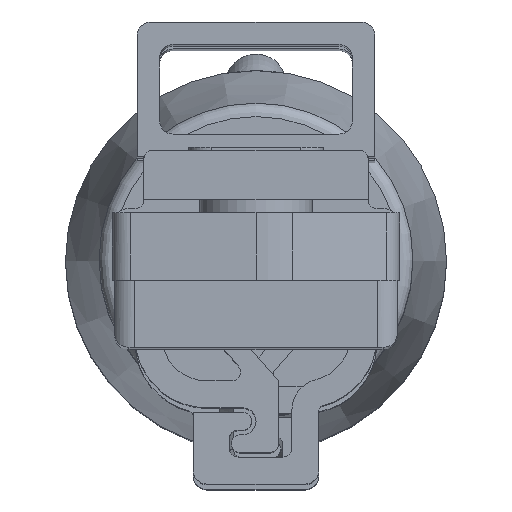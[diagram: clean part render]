
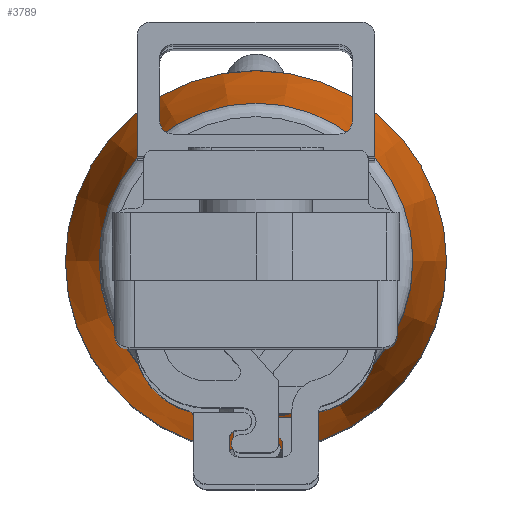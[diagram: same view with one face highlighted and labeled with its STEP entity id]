
A CAD part, top view. The second image highlights one B-rep face of the part: STEP entity #3789.
In plain terms, the highlighted conical face has half-angle 7.907 degrees and reference radius 3.5 mm.
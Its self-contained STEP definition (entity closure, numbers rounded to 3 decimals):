
#18=CONICAL_SURFACE('',#4108,3.5,0.138);
#1466=ORIENTED_EDGE('',*,*,#1906,.F.);
#1467=ORIENTED_EDGE('',*,*,#1905,.T.);
#1905=EDGE_CURVE('',#2193,#2193,#2337,.T.);
#1906=EDGE_CURVE('',#2194,#2194,#2338,.T.);
#2193=VERTEX_POINT('',#5912);
#2194=VERTEX_POINT('',#5915);
#2337=CIRCLE('',#4107,3.5);
#2338=CIRCLE('',#4109,4.25);
#2540=EDGE_LOOP('',(#1466));
#2541=EDGE_LOOP('',(#1467));
#2769=FACE_BOUND('',#2540,.T.);
#2770=FACE_BOUND('',#2541,.T.);
#3789=ADVANCED_FACE('',(#2769,#2770),#18,.T.);
#4107=AXIS2_PLACEMENT_3D('',#5911,#4977,#4978);
#4108=AXIS2_PLACEMENT_3D('',#5913,#4979,#4980);
#4109=AXIS2_PLACEMENT_3D('',#5914,#4981,#4982);
#4977=DIRECTION('',(0.,0.,-1.));
#4978=DIRECTION('',(-1.,0.,0.));
#4979=DIRECTION('',(0.,0.,-1.));
#4980=DIRECTION('',(-1.,0.,0.));
#4981=DIRECTION('',(0.,0.,-1.));
#4982=DIRECTION('',(-1.,0.,0.));
#5911=CARTESIAN_POINT('',(0.,0.,-10.5));
#5912=CARTESIAN_POINT('',(-3.5,0.,-10.5));
#5913=CARTESIAN_POINT('',(0.,0.,-10.5));
#5914=CARTESIAN_POINT('',(0.,0.,-15.9));
#5915=CARTESIAN_POINT('',(-4.25,0.,-15.9));
